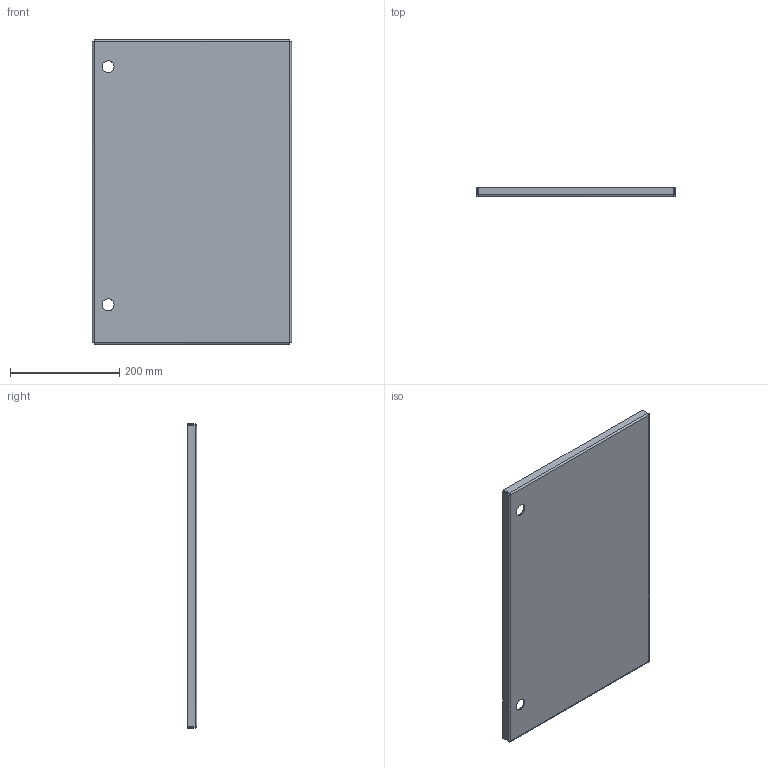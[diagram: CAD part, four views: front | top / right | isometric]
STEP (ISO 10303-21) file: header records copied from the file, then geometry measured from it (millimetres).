
FILE_DESCRIPTION (( 'STEP AP203' ), '1' );
FILE_NAME ('Lid2SCS.STEP', '2024-12-09T00:57:54', ( '' ), ( '' ), 'SwSTEP 2.0', 'SolidWorks 2024', '' );
FILE_SCHEMA (( 'CONFIG_CONTROL_DESIGN' ));
Length unit declared in the file: millimetre
Products named in the file (1): Lid2SCS
Bounding box: 364.58 x 17.3 x 558.13 mm (x, y, z)
Volume: 525474.3 mm3; surface area: 461759 mm2
Topology: 1 solids, 1 shells, 42 faces, 88 edges, 48 vertices
Faces by surface type: plane 22, cylinder 12, bspline 8
Entity records: 1517 total; most frequent: CARTESIAN_POINT 603, ORIENTED_EDGE 176, DIRECTION 150, EDGE_CURVE 88, LINE 64, VECTOR 64, VERTEX_POINT 48, EDGE_LOOP 46
